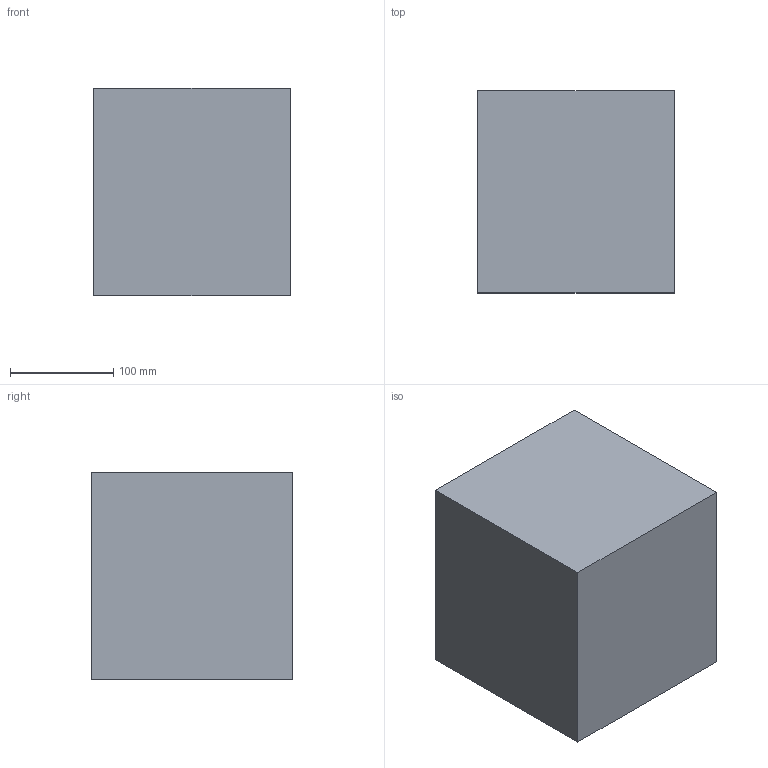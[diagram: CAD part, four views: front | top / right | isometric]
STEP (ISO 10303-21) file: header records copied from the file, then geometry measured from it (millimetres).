
FILE_DESCRIPTION(('FreeCAD Model'),'2;1');
FILE_NAME('Open CASCADE Shape Model','2025-05-21T08:32:13',(''),(''), 'Open CASCADE STEP processor 7.8','FreeCAD','Unknown');
FILE_SCHEMA(('AUTOMOTIVE_DESIGN { 1 0 10303 214 1 1 1 1 }'));
Length unit declared in the file: millimetre
Products named in the file (5): Unnamed; wire0; core_top; core_bottom; airbox002
Assembly tree (4 placements, depth 2):
  Unnamed
    wire0
    core_top
    core_bottom
    airbox002
Bounding box: 190.4 x 195.45 x 201.01 mm (x, y, z)
Volume: 7480354.2 mm3; surface area: 370968.3 mm2
Topology: 4 solids, 6 shells, 1216 faces, 2480 edges, 1276 vertices
Faces by surface type: cylinder 592, torus 560, plane 64
Entity records: 31476 total; most frequent: DIRECTION 6654, CARTESIAN_POINT 4977, ORIENTED_EDGE 4960, AXIS2_PLACEMENT_3D 2953, EDGE_CURVE 2480, CIRCLE 1696, VERTEX_POINT 1276, FACE_BOUND 1218
